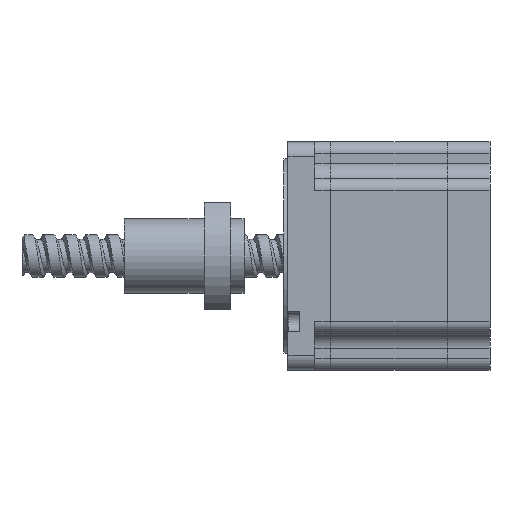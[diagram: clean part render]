
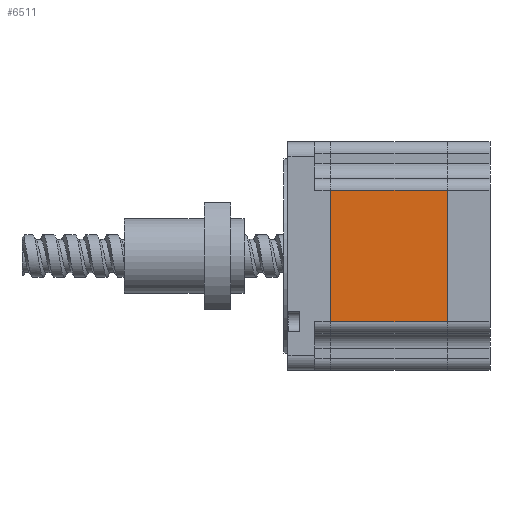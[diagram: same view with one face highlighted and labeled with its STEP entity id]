
A CAD part, left-side view. The second image highlights one B-rep face of the part: STEP entity #6511.
In plain terms, the highlighted planar face has unit normal (-1, 0, 0).
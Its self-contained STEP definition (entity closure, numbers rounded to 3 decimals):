
#510 = VERTEX_POINT ( 'NONE', #11578 ) ;
#724 = PLANE ( 'NONE',  #8824 ) ;
#976 = CARTESIAN_POINT ( 'NONE',  ( -43., -49.992, 24.65 ) ) ;
#1691 = CARTESIAN_POINT ( 'NONE',  ( -43., -66., -24.65 ) ) ;
#1836 = CARTESIAN_POINT ( 'NONE',  ( -43., -6.008, 37.3 ) ) ;
#2033 = EDGE_CURVE ( 'NONE', #13703, #14875, #3234, .T. ) ;
#2390 = CARTESIAN_POINT ( 'NONE',  ( -43., -6.008, -24.65 ) ) ;
#2841 = DIRECTION ( 'NONE',  ( 0., 1., 0. ) ) ;
#3234 = LINE ( 'NONE', #1836, #7944 ) ;
#3544 = CARTESIAN_POINT ( 'NONE',  ( -43., -49.992, 37.3 ) ) ;
#4165 = DIRECTION ( 'NONE',  ( 1., 0., 0. ) ) ;
#4249 = DIRECTION ( 'NONE',  ( 0., 0., -1. ) ) ;
#4506 = EDGE_CURVE ( 'NONE', #510, #13703, #12993, .T. ) ;
#5772 = DIRECTION ( 'NONE',  ( 0., 0., -1. ) ) ;
#6511 = ADVANCED_FACE ( 'NONE', ( #15488 ), #724, .F. ) ;
#6590 = VECTOR ( 'NONE', #5772, 1000. ) ;
#6904 = CARTESIAN_POINT ( 'NONE',  ( -43., -6.008, 24.65 ) ) ;
#6962 = ORIENTED_EDGE ( 'NONE', *, *, #12307, .F. ) ;
#7940 = ORIENTED_EDGE ( 'NONE', *, *, #15646, .T. ) ;
#7944 = VECTOR ( 'NONE', #10834, 1000. ) ;
#7990 = VECTOR ( 'NONE', #2841, 1000. ) ;
#8285 = DIRECTION ( 'NONE',  ( 0., 1., 0. ) ) ;
#8824 = AXIS2_PLACEMENT_3D ( 'NONE', #9225, #4165, #4249 ) ;
#9225 = CARTESIAN_POINT ( 'NONE',  ( -43., 10., 37.3 ) ) ;
#10548 = VERTEX_POINT ( 'NONE', #976 ) ;
#10604 = VECTOR ( 'NONE', #8285, 1000. ) ;
#10834 = DIRECTION ( 'NONE',  ( 0., 0., 1. ) ) ;
#10979 = ORIENTED_EDGE ( 'NONE', *, *, #2033, .F. ) ;
#11062 = LINE ( 'NONE', #3544, #6590 ) ;
#11578 = CARTESIAN_POINT ( 'NONE',  ( -43., -49.992, -24.65 ) ) ;
#11740 = ORIENTED_EDGE ( 'NONE', *, *, #4506, .F. ) ;
#12307 = EDGE_CURVE ( 'NONE', #10548, #510, #11062, .T. ) ;
#12993 = LINE ( 'NONE', #1691, #7990 ) ;
#13703 = VERTEX_POINT ( 'NONE', #2390 ) ;
#14875 = VERTEX_POINT ( 'NONE', #6904 ) ;
#15369 = EDGE_LOOP ( 'NONE', ( #6962, #7940, #10979, #11740 ) ) ;
#15488 = FACE_OUTER_BOUND ( 'NONE', #15369, .T. ) ;
#15646 = EDGE_CURVE ( 'NONE', #10548, #14875, #15708, .T. ) ;
#15708 = LINE ( 'NONE', #16027, #10604 ) ;
#16027 = CARTESIAN_POINT ( 'NONE',  ( -43., -66., 24.65 ) ) ;
